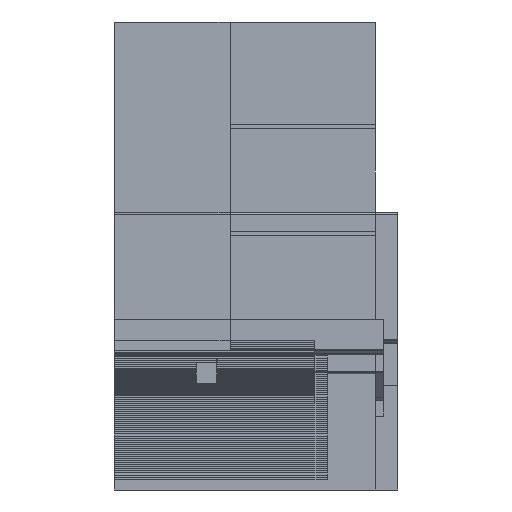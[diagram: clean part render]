
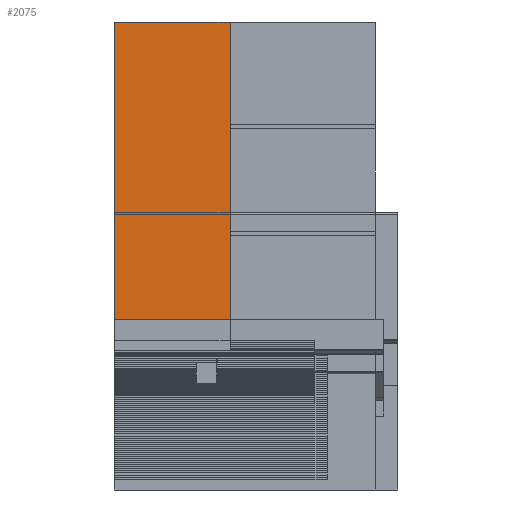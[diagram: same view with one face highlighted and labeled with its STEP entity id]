
A CAD part, left-side view. The second image highlights one B-rep face of the part: STEP entity #2075.
In plain terms, the highlighted planar face has unit normal (-1, 0, 0).
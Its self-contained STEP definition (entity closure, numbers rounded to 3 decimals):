
#2075=ADVANCED_FACE('',(#4167),#4168,.F.);
#4167=FACE_OUTER_BOUND('',#7063,.T.);
#4168=PLANE('',#7064);
#7063=EDGE_LOOP('',(#9827,#9828,#9829,#9830));
#7064=AXIS2_PLACEMENT_3D('',#9831,#9832,#9833);
#9827=ORIENTED_EDGE('',*,*,#15332,.F.);
#9828=ORIENTED_EDGE('',*,*,#15333,.F.);
#9829=ORIENTED_EDGE('',*,*,#15334,.T.);
#9830=ORIENTED_EDGE('',*,*,#14894,.T.);
#9831=CARTESIAN_POINT('',(1873.24,-27.53,880.));
#9832=DIRECTION('',(1.0,0.0,0.));
#9833=DIRECTION('',(0.0,1.0,0.0));
#14894=EDGE_CURVE('',#17221,#17218,#17222,.T.);
#15332=EDGE_CURVE('',#17976,#17218,#17977,.T.);
#15333=EDGE_CURVE('',#17978,#17976,#17979,.T.);
#15334=EDGE_CURVE('',#17978,#17221,#17980,.T.);
#17218=VERTEX_POINT('',#20507);
#17221=VERTEX_POINT('',#20511);
#17222=LINE('',#20512,#20513);
#17976=VERTEX_POINT('',#21606);
#17977=LINE('',#21607,#21608);
#17978=VERTEX_POINT('',#21609);
#17979=LINE('',#21610,#21611);
#17980=LINE('',#21612,#21613);
#20507=CARTESIAN_POINT('',(1873.24,-27.53,105.0));
#20511=CARTESIAN_POINT('',(1873.24,255.0,105.0));
#20512=CARTESIAN_POINT('',(1873.24,255.0,105.0));
#20513=VECTOR('',#25049,1.0);
#21606=CARTESIAN_POINT('',(1873.24,-27.53,880.));
#21607=CARTESIAN_POINT('',(1873.24,-27.53,880.));
#21608=VECTOR('',#25389,1.0);
#21609=CARTESIAN_POINT('',(1873.24,255.0,880.));
#21610=CARTESIAN_POINT('',(1873.24,255.0,880.));
#21611=VECTOR('',#25390,1.0);
#21612=CARTESIAN_POINT('',(1873.24,255.0,880.));
#21613=VECTOR('',#25391,1.0);
#25049=DIRECTION('',(0.0,-1.0,0.0));
#25389=DIRECTION('',(0.,0.0,-1.0));
#25390=DIRECTION('',(0.0,-1.0,0.0));
#25391=DIRECTION('',(0.,0.0,-1.0));
